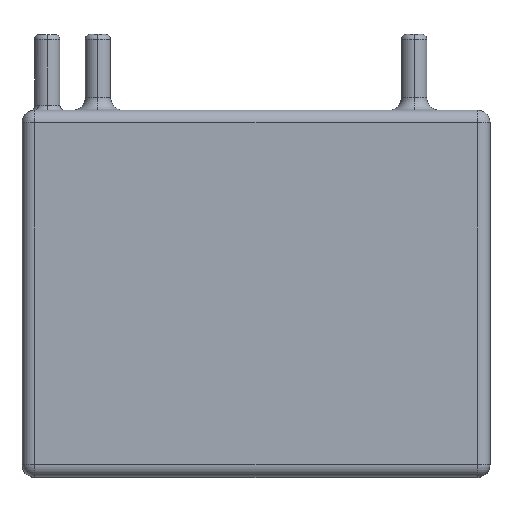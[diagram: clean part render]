
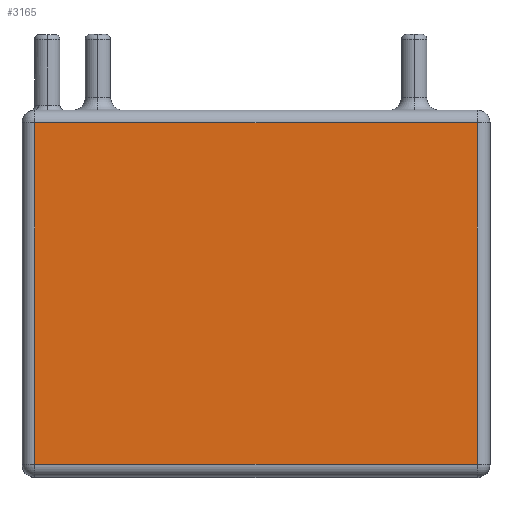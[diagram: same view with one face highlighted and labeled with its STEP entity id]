
A CAD part, top view. The second image highlights one B-rep face of the part: STEP entity #3165.
In plain terms, the highlighted planar face has unit normal (0, 0, 1).
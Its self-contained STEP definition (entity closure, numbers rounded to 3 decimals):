
#16 = EDGE_CURVE ( 'NONE', #4060, #693, #4217, .T. ) ;
#81 = LINE ( 'NONE', #3740, #2544 ) ;
#134 = DIRECTION ( 'NONE',  ( -1., 0., 0. ) ) ;
#152 = FACE_OUTER_BOUND ( 'NONE', #3989, .T. ) ;
#365 = VECTOR ( 'NONE', #2044, 1000. ) ;
#456 = EDGE_CURVE ( 'NONE', #3703, #4060, #81, .T. ) ;
#512 = LINE ( 'NONE', #3756, #2377 ) ;
#693 = VERTEX_POINT ( 'NONE', #2846 ) ;
#1562 = VECTOR ( 'NONE', #134, 1000. ) ;
#1994 = CARTESIAN_POINT ( 'NONE',  ( 9.25, 0.5, 7.5 ) ) ;
#2044 = DIRECTION ( 'NONE',  ( 1., 0., 0. ) ) ;
#2063 = CARTESIAN_POINT ( 'NONE',  ( 8.75, 14., 7.5 ) ) ;
#2377 = VECTOR ( 'NONE', #4200, 1000. ) ;
#2444 = CARTESIAN_POINT ( 'NONE',  ( -8.75, 14., 7.5 ) ) ;
#2544 = VECTOR ( 'NONE', #4541, 1000. ) ;
#2549 = CARTESIAN_POINT ( 'NONE',  ( -8.75, 0.5, 7.5 ) ) ;
#2585 = ORIENTED_EDGE ( 'NONE', *, *, #456, .T. ) ;
#2602 = DIRECTION ( 'NONE',  ( -1., 0., 0. ) ) ;
#2628 = DIRECTION ( 'NONE',  ( 0., 0., -1. ) ) ;
#2846 = CARTESIAN_POINT ( 'NONE',  ( 8.75, 0.5, 7.5 ) ) ;
#2978 = PLANE ( 'NONE',  #4105 ) ;
#3165 = ADVANCED_FACE ( 'NONE', ( #152 ), #2978, .F. ) ;
#3217 = EDGE_CURVE ( 'NONE', #3609, #3703, #4103, .T. ) ;
#3425 = CARTESIAN_POINT ( 'NONE',  ( -8.75, 14., 7.5 ) ) ;
#3609 = VERTEX_POINT ( 'NONE', #2063 ) ;
#3703 = VERTEX_POINT ( 'NONE', #2444 ) ;
#3740 = CARTESIAN_POINT ( 'NONE',  ( -8.75, 14.5, 7.5 ) ) ;
#3756 = CARTESIAN_POINT ( 'NONE',  ( 8.75, 14.5, 7.5 ) ) ;
#3839 = CARTESIAN_POINT ( 'NONE',  ( 9.25, 14.5, 7.5 ) ) ;
#3962 = ORIENTED_EDGE ( 'NONE', *, *, #4571, .T. ) ;
#3989 = EDGE_LOOP ( 'NONE', ( #3962, #4238, #2585, #4350 ) ) ;
#4060 = VERTEX_POINT ( 'NONE', #2549 ) ;
#4103 = LINE ( 'NONE', #3425, #1562 ) ;
#4105 = AXIS2_PLACEMENT_3D ( 'NONE', #3839, #2628, #2602 ) ;
#4200 = DIRECTION ( 'NONE',  ( 0., 1., 0. ) ) ;
#4217 = LINE ( 'NONE', #1994, #365 ) ;
#4238 = ORIENTED_EDGE ( 'NONE', *, *, #3217, .T. ) ;
#4350 = ORIENTED_EDGE ( 'NONE', *, *, #16, .T. ) ;
#4541 = DIRECTION ( 'NONE',  ( 0., -1., 0. ) ) ;
#4571 = EDGE_CURVE ( 'NONE', #693, #3609, #512, .T. ) ;
